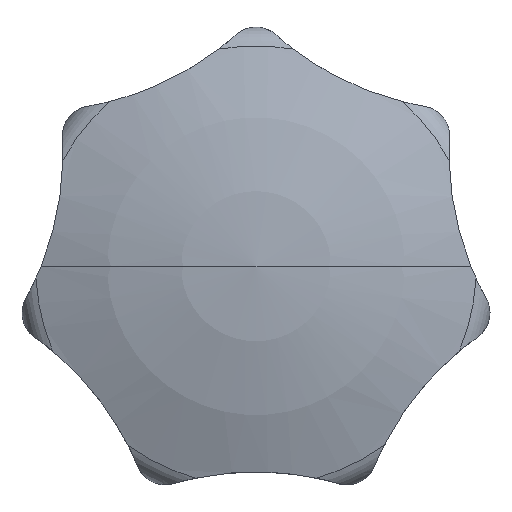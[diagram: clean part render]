
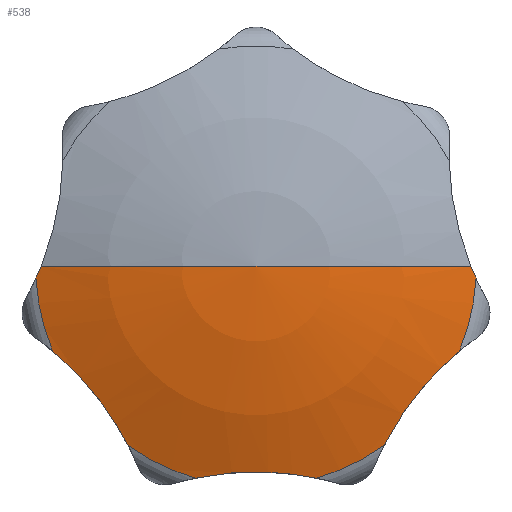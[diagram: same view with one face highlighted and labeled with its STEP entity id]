
A CAD part, top view. The second image highlights one B-rep face of the part: STEP entity #538.
In plain terms, the highlighted spherical face has radius 100 mm.
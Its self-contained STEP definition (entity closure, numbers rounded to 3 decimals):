
#310=VERTEX_POINT('',#887);
#352=EDGE_CURVE('',#310,#650,#932,.T.);
#354=VERTEX_POINT('',#934);
#362=EDGE_CURVE('',#482,#562,#944,.T.);
#374=EDGE_CURVE('',#384,#452,#956,.T.);
#376=VERTEX_POINT('',#958);
#384=VERTEX_POINT('',#966);
#452=VERTEX_POINT('',#1037);
#482=VERTEX_POINT('',#1069);
#508=EDGE_CURVE('',#650,#564,#1098,.T.);
#526=VERTEX_POINT('',#1116);
#538=ADVANCED_FACE('',(#1128),#1129,.T.);
#552=EDGE_CURVE('',#376,#692,#1144,.T.);
#562=VERTEX_POINT('',#1154);
#564=VERTEX_POINT('',#1156);
#638=EDGE_CURVE('',#354,#384,#1233,.T.);
#650=VERTEX_POINT('',#1245);
#662=EDGE_CURVE('',#692,#562,#1257,.T.);
#692=VERTEX_POINT('',#1292);
#770=EDGE_CURVE('',#526,#354,#1374,.T.);
#804=EDGE_CURVE('',#452,#310,#1416,.T.);
#810=EDGE_CURVE('',#564,#482,#1423,.T.);
#818=EDGE_CURVE('',#376,#526,#1431,.T.);
#887=CARTESIAN_POINT('',(10.108,-35.428,42.966));
#932=CIRCLE('',#1596,36.842);
#934=CARTESIAN_POINT('',(-34.001,-14.186,42.966));
#944=B_SPLINE_CURVE_WITH_KNOTS('',3,(#1610,#1611,#1612,#1613,#1614,#1615,#1616,#1617,#1618,#1619,#1620,#1621,#1622,#1623),.UNSPECIFIED.,.F.,.F.,(4,2,2,2,2,2,4),(70.315,72.596,76.421,80.245,84.07,87.895,90.176),.UNSPECIFIED.);
#956=CIRCLE('',#1646,36.842);
#958=CARTESIAN_POINT('',(-35.941,0.,43.318));
#966=CARTESIAN_POINT('',(-21.397,-29.992,42.966));
#1037=CARTESIAN_POINT('',(-10.108,-35.428,42.966));
#1069=CARTESIAN_POINT('',(36.789,-1.971,42.966));
#1098=B_SPLINE_CURVE_WITH_KNOTS('',3,(#1950,#1951,#1952,#1953,#1954,#1955,#1956,#1957,#1958,#1959,#1960,#1961,#1962,#1963),.UNSPECIFIED.,.F.,.F.,(4,2,2,2,2,2,4),(70.315,72.596,76.421,80.245,84.07,87.895,90.176),.UNSPECIFIED.);
#1116=CARTESIAN_POINT('',(-36.789,-1.971,42.966));
#1128=FACE_OUTER_BOUND('',#2012,.T.);
#1129=SPHERICAL_SURFACE('',#2013,100.0);
#1144=CIRCLE('',#2051,100.0);
#1154=CARTESIAN_POINT('',(35.941,0.,43.318));
#1156=CARTESIAN_POINT('',(34.001,-14.186,42.966));
#1233=B_SPLINE_CURVE_WITH_KNOTS('',3,(#2245,#2246,#2247,#2248,#2249,#2250,#2251,#2252,#2253,#2254,#2255,#2256,#2257,#2258),.UNSPECIFIED.,.F.,.F.,(4,2,2,2,2,2,4),(70.315,72.596,76.421,80.245,84.07,87.895,90.176),.UNSPECIFIED.);
#1245=CARTESIAN_POINT('',(21.397,-29.992,42.966));
#1257=CIRCLE('',#2314,100.0);
#1292=CARTESIAN_POINT('',(0.,0.,50.));
#1374=CIRCLE('',#2583,36.842);
#1416=B_SPLINE_CURVE_WITH_KNOTS('',3,(#2656,#2657,#2658,#2659,#2660,#2661,#2662,#2663,#2664,#2665,#2666,#2667,#2668,#2669),.UNSPECIFIED.,.F.,.F.,(4,2,2,2,2,2,4),(70.315,72.596,76.421,80.245,84.07,87.895,90.176),.UNSPECIFIED.);
#1423=CIRCLE('',#2678,36.842);
#1431=B_SPLINE_CURVE_WITH_KNOTS('',3,(#2691,#2692,#2693,#2694,#2695,#2696,#2697,#2698,#2699,#2700,#2701,#2702,#2703,#2704),.UNSPECIFIED.,.F.,.F.,(4,2,2,2,2,2,4),(70.315,72.596,76.421,80.245,84.07,87.895,90.176),.UNSPECIFIED.);
#1596=AXIS2_PLACEMENT_3D('',#2842,#2843,#2844);
#1610=CARTESIAN_POINT('',(36.789,-1.971,42.966));
#1611=CARTESIAN_POINT('',(36.462,-1.255,43.11));
#1612=CARTESIAN_POINT('',(36.152,-0.53,43.238));
#1613=CARTESIAN_POINT('',(35.37,1.425,43.535));
#1614=CARTESIAN_POINT('',(34.929,2.667,43.673));
#1615=CARTESIAN_POINT('',(34.153,5.16,43.854));
#1616=CARTESIAN_POINT('',(33.817,6.411,43.898));
#1617=CARTESIAN_POINT('',(33.25,8.897,43.898));
#1618=CARTESIAN_POINT('',(33.01,10.17,43.854));
#1619=CARTESIAN_POINT('',(32.627,12.752,43.673));
#1620=CARTESIAN_POINT('',(32.485,14.062,43.535));
#1621=CARTESIAN_POINT('',(32.342,16.164,43.238));
#1622=CARTESIAN_POINT('',(32.307,16.951,43.11));
#1623=CARTESIAN_POINT('',(32.291,17.738,42.966));
#1646=AXIS2_PLACEMENT_3D('',#2871,#2872,#2873);
#1950=CARTESIAN_POINT('',(21.397,-29.992,42.966));
#1951=CARTESIAN_POINT('',(21.753,-29.29,43.11));
#1952=CARTESIAN_POINT('',(22.126,-28.596,43.238));
#1953=CARTESIAN_POINT('',(23.167,-26.764,43.535));
#1954=CARTESIAN_POINT('',(23.863,-25.646,43.673));
#1955=CARTESIAN_POINT('',(25.328,-23.485,43.854));
#1956=CARTESIAN_POINT('',(26.097,-22.442,43.898));
#1957=CARTESIAN_POINT('',(27.687,-20.449,43.898));
#1958=CARTESIAN_POINT('',(28.532,-19.467,43.854));
#1959=CARTESIAN_POINT('',(30.313,-17.558,43.673));
#1960=CARTESIAN_POINT('',(31.249,-16.631,43.535));
#1961=CARTESIAN_POINT('',(32.802,-15.208,43.238));
#1962=CARTESIAN_POINT('',(33.396,-14.69,43.11));
#1963=CARTESIAN_POINT('',(34.001,-14.186,42.966));
#2012=EDGE_LOOP('',(#2991,#2992,#2993,#2994,#2995,#2996,#2997,#2998,#2999,#3000,#3001));
#2013=AXIS2_PLACEMENT_3D('',#3002,#3003,#3004);
#2051=AXIS2_PLACEMENT_3D('',#3017,#3018,#3019);
#2245=CARTESIAN_POINT('',(-34.001,-14.186,42.966));
#2246=CARTESIAN_POINT('',(-33.396,-14.69,43.11));
#2247=CARTESIAN_POINT('',(-32.802,-15.208,43.238));
#2248=CARTESIAN_POINT('',(-31.249,-16.631,43.535));
#2249=CARTESIAN_POINT('',(-30.313,-17.558,43.673));
#2250=CARTESIAN_POINT('',(-28.532,-19.467,43.854));
#2251=CARTESIAN_POINT('',(-27.687,-20.449,43.898));
#2252=CARTESIAN_POINT('',(-26.097,-22.442,43.898));
#2253=CARTESIAN_POINT('',(-25.328,-23.485,43.854));
#2254=CARTESIAN_POINT('',(-23.863,-25.646,43.673));
#2255=CARTESIAN_POINT('',(-23.167,-26.764,43.535));
#2256=CARTESIAN_POINT('',(-22.126,-28.596,43.238));
#2257=CARTESIAN_POINT('',(-21.753,-29.29,43.11));
#2258=CARTESIAN_POINT('',(-21.397,-29.992,42.966));
#2314=AXIS2_PLACEMENT_3D('',#3069,#3070,#3071);
#2583=AXIS2_PLACEMENT_3D('',#3169,#3170,#3171);
#2656=CARTESIAN_POINT('',(-10.108,-35.428,42.966));
#2657=CARTESIAN_POINT('',(-9.337,-35.269,43.11));
#2658=CARTESIAN_POINT('',(-8.561,-35.128,43.238));
#2659=CARTESIAN_POINT('',(-6.481,-34.8,43.535));
#2660=CARTESIAN_POINT('',(-5.172,-34.647,43.673));
#2661=CARTESIAN_POINT('',(-2.569,-34.445,43.854));
#2662=CARTESIAN_POINT('',(-1.275,-34.396,43.898));
#2663=CARTESIAN_POINT('',(1.275,-34.396,43.898));
#2664=CARTESIAN_POINT('',(2.569,-34.445,43.854));
#2665=CARTESIAN_POINT('',(5.172,-34.647,43.673));
#2666=CARTESIAN_POINT('',(6.481,-34.8,43.535));
#2667=CARTESIAN_POINT('',(8.561,-35.128,43.238));
#2668=CARTESIAN_POINT('',(9.337,-35.269,43.11));
#2669=CARTESIAN_POINT('',(10.108,-35.428,42.966));
#2678=AXIS2_PLACEMENT_3D('',#3252,#3253,#3254);
#2691=CARTESIAN_POINT('',(-32.291,17.738,42.966));
#2692=CARTESIAN_POINT('',(-32.307,16.951,43.11));
#2693=CARTESIAN_POINT('',(-32.342,16.164,43.238));
#2694=CARTESIAN_POINT('',(-32.485,14.062,43.535));
#2695=CARTESIAN_POINT('',(-32.627,12.752,43.673));
#2696=CARTESIAN_POINT('',(-33.01,10.17,43.854));
#2697=CARTESIAN_POINT('',(-33.25,8.897,43.898));
#2698=CARTESIAN_POINT('',(-33.817,6.411,43.898));
#2699=CARTESIAN_POINT('',(-34.153,5.16,43.854));
#2700=CARTESIAN_POINT('',(-34.929,2.667,43.673));
#2701=CARTESIAN_POINT('',(-35.37,1.425,43.535));
#2702=CARTESIAN_POINT('',(-36.152,-0.53,43.238));
#2703=CARTESIAN_POINT('',(-36.462,-1.255,43.11));
#2704=CARTESIAN_POINT('',(-36.789,-1.971,42.966));
#2842=CARTESIAN_POINT('',(0.,0.,42.966));
#2843=DIRECTION('',(0.,0.,1.0));
#2844=DIRECTION('',(1.0,0.,0.));
#2871=CARTESIAN_POINT('',(0.,0.,42.966));
#2872=DIRECTION('',(0.,0.,1.0));
#2873=DIRECTION('',(1.0,0.,0.));
#2991=ORIENTED_EDGE('',*,*,#552,.F.);
#2992=ORIENTED_EDGE('',*,*,#818,.T.);
#2993=ORIENTED_EDGE('',*,*,#770,.T.);
#2994=ORIENTED_EDGE('',*,*,#638,.T.);
#2995=ORIENTED_EDGE('',*,*,#374,.T.);
#2996=ORIENTED_EDGE('',*,*,#804,.T.);
#2997=ORIENTED_EDGE('',*,*,#352,.T.);
#2998=ORIENTED_EDGE('',*,*,#508,.T.);
#2999=ORIENTED_EDGE('',*,*,#810,.T.);
#3000=ORIENTED_EDGE('',*,*,#362,.T.);
#3001=ORIENTED_EDGE('',*,*,#662,.F.);
#3002=CARTESIAN_POINT('',(0.,0.,-50.));
#3003=DIRECTION('',(0.,0.,1.0));
#3004=DIRECTION('',(-1.0,0.,0.0));
#3017=CARTESIAN_POINT('',(0.,0.,-50.));
#3018=DIRECTION('',(0.,1.0,0.));
#3019=DIRECTION('',(0.0,0.,-1.0));
#3069=CARTESIAN_POINT('',(0.,0.,-50.));
#3070=DIRECTION('',(0.,1.0,0.));
#3071=DIRECTION('',(0.0,0.,-1.0));
#3169=CARTESIAN_POINT('',(0.,0.,42.966));
#3170=DIRECTION('',(0.,0.,1.0));
#3171=DIRECTION('',(1.0,0.,0.));
#3252=CARTESIAN_POINT('',(0.,0.,42.966));
#3253=DIRECTION('',(0.,0.,1.0));
#3254=DIRECTION('',(1.0,0.,0.));
